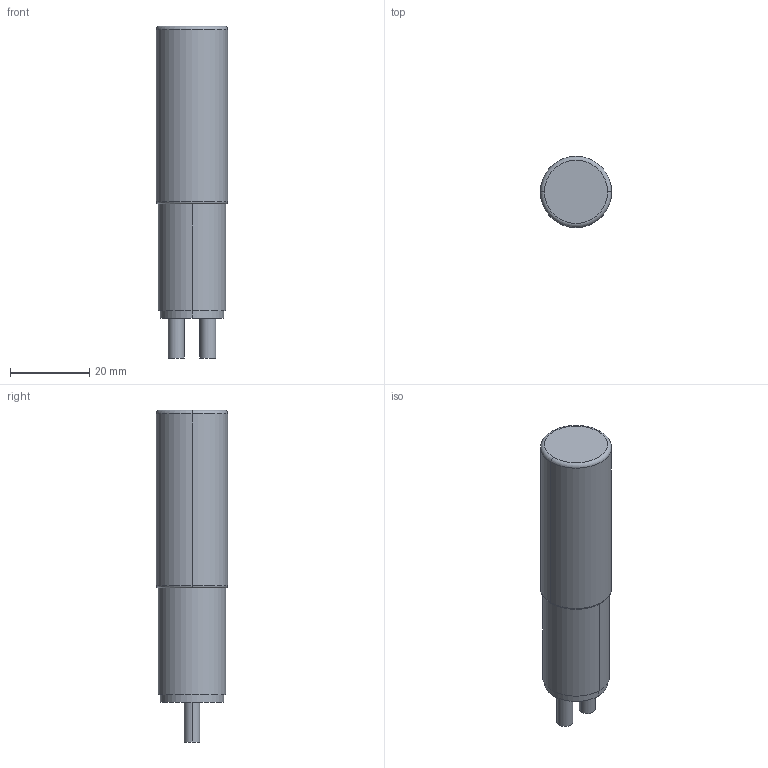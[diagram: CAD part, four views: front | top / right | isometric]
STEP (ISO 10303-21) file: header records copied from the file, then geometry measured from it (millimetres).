
FILE_DESCRIPTION((''),'2;1');
FILE_NAME('18G_D302580A','2006-01-03T',('Pepperl+Fuchs'),('Industriehansa'),'PRO/ENGINEER BY PARAMETRIC TECHNOLOGY CORPORATION, 2005290','PRO/ENGINEER BY PARAMETRIC TECHNOLOGY CORPORATION, 2005290','');
FILE_SCHEMA(('AUTOMOTIVE_DESIGN_CC2 { 1 2 10303 214 -1 1 5 2 }'));
Length unit declared in the file: millimetre
Products named in the file (1): 18G_D302580A
Bounding box: 18 x 18 x 84 mm (x, y, z)
Volume: 18218.2 mm3; surface area: 4810.5 mm2
Topology: 1 solids, 1 shells, 19 faces, 47 edges, 38 vertices
Faces by surface type: cylinder 10, plane 5, torus 4
Entity records: 884 total; most frequent: DIRECTION 119, CARTESIAN_POINT 91, ORIENTED_EDGE 76, PRESENTATION_STYLE_ASSIGNMENT 59, STYLED_ITEM 53, AXIS2_PLACEMENT_3D 52, CURVE_STYLE 50, COLOUR_RGB 47
